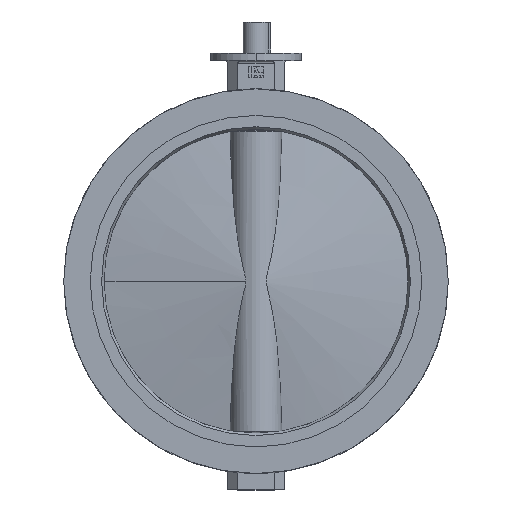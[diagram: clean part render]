
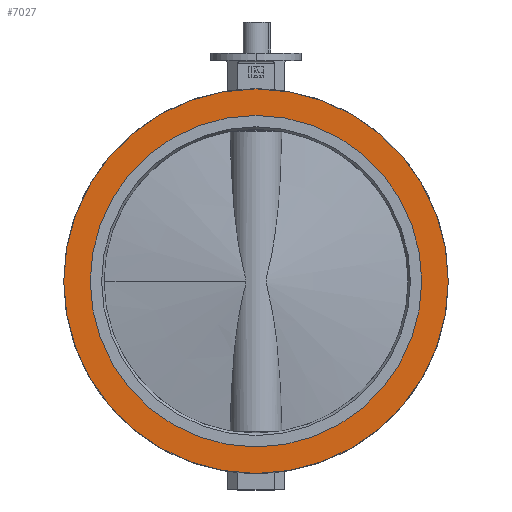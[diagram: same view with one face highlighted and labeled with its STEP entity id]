
A CAD part, top view. The second image highlights one B-rep face of the part: STEP entity #7027.
In plain terms, the highlighted planar face has unit normal (0, 0, 1).
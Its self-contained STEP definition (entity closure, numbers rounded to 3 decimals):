
#30 = VERTEX_POINT ( 'NONE', #1478 ) ;
#582 = VERTEX_POINT ( 'NONE', #1554 ) ;
#585 = VERTEX_POINT ( 'NONE', #1471 ) ;
#712 = VERTEX_POINT ( 'NONE', #1406 ) ;
#770 = EDGE_LOOP ( 'NONE', ( #1198, #1199 ) ) ;
#790 = EDGE_LOOP ( 'NONE', ( #1196, #1197 ) ) ;
#1109 = EDGE_CURVE ( 'NONE', #585, #582, #3769, .T. ) ;
#1196 = ORIENTED_EDGE ( 'NONE', *, *, #1109, .T. ) ;
#1197 = ORIENTED_EDGE ( 'NONE', *, *, #1998, .T. ) ;
#1198 = ORIENTED_EDGE ( 'NONE', *, *, #2088, .T. ) ;
#1199 = ORIENTED_EDGE ( 'NONE', *, *, #2414, .T. ) ;
#1406 = CARTESIAN_POINT ( 'NONE',  ( 742.5, 0., 127. ) ) ;
#1471 = CARTESIAN_POINT ( 'NONE',  ( 640., 0., 127. ) ) ;
#1478 = CARTESIAN_POINT ( 'NONE',  ( -742.5, 0., 127. ) ) ;
#1554 = CARTESIAN_POINT ( 'NONE',  ( -640., 0., 127. ) ) ;
#1998 = EDGE_CURVE ( 'NONE', #582, #585, #4353, .T. ) ;
#2088 = EDGE_CURVE ( 'NONE', #30, #712, #4666, .T. ) ;
#2144 = AXIS2_PLACEMENT_3D ( 'NONE', #3582, #3583, #3584 ) ;
#2186 = AXIS2_PLACEMENT_3D ( 'NONE', #3913, #3914, #3915 ) ;
#2414 = EDGE_CURVE ( 'NONE', #712, #30, #4668, .T. ) ;
#3582 = CARTESIAN_POINT ( 'NONE',  ( 0., 0., 127. ) ) ;
#3583 = DIRECTION ( 'NONE',  ( 0., 0., -1. ) ) ;
#3584 = DIRECTION ( 'NONE',  ( -1., 0., 0. ) ) ;
#3769 = CIRCLE ( 'NONE', #2144, 640. ) ;
#3913 = CARTESIAN_POINT ( 'NONE',  ( 0., 0., 127. ) ) ;
#3914 = DIRECTION ( 'NONE',  ( 0., 0., -1. ) ) ;
#3915 = DIRECTION ( 'NONE',  ( -1., 0., 0. ) ) ;
#4151 = CARTESIAN_POINT ( 'NONE',  ( 0., 0., 127. ) ) ;
#4152 = DIRECTION ( 'NONE',  ( 0., 0., 1. ) ) ;
#4153 = DIRECTION ( 'NONE',  ( 1., 0., 0. ) ) ;
#4258 = CARTESIAN_POINT ( 'NONE',  ( 0., 0., 127. ) ) ;
#4259 = DIRECTION ( 'NONE',  ( 0., 0., 1. ) ) ;
#4261 = DIRECTION ( 'NONE',  ( 1., 0., 0. ) ) ;
#4353 = CIRCLE ( 'NONE', #2186, 640. ) ;
#4475 = AXIS2_PLACEMENT_3D ( 'NONE', #4151, #4152, #4153 ) ;
#4478 = AXIS2_PLACEMENT_3D ( 'NONE', #4258, #4259, #4261 ) ;
#4666 = CIRCLE ( 'NONE', #4475, 742.5 ) ;
#4668 = CIRCLE ( 'NONE', #4478, 742.5 ) ;
#6121 = FACE_BOUND ( 'NONE', #790, .T. ) ;
#6123 = FACE_OUTER_BOUND ( 'NONE', #770, .T. ) ;
#6350 = DIRECTION ( 'NONE',  ( 0., 0., -1. ) ) ;
#6353 = CARTESIAN_POINT ( 'NONE',  ( -380.145, 552.322, 127. ) ) ;
#6354 = PLANE ( 'NONE',  #6775 ) ;
#6356 = DIRECTION ( 'NONE',  ( -1., 0., 0. ) ) ;
#6775 = AXIS2_PLACEMENT_3D ( 'NONE', #6353, #6350, #6356 ) ;
#7027 = ADVANCED_FACE ( 'NONE', ( #6121, #6123 ), #6354, .F. ) ;
